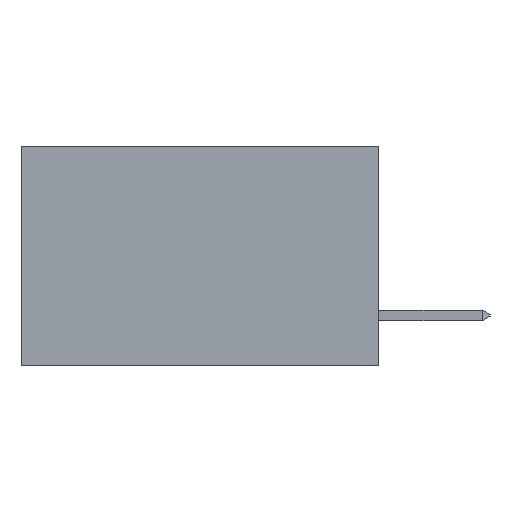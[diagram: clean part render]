
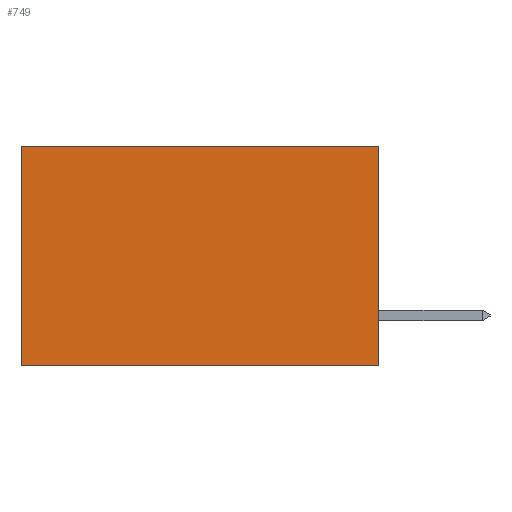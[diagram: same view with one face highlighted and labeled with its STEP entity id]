
A CAD part, left-side view. The second image highlights one B-rep face of the part: STEP entity #749.
In plain terms, the highlighted planar face has unit normal (-1, 0, 0).
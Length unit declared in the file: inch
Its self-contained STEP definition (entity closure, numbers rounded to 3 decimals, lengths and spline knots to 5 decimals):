
#749 = ADVANCED_FACE ( 'NONE', ( #3100 ), #13292, .F. ) ;
#776 = DIRECTION ( 'NONE',  ( 0., 1., 0. ) ) ;
#1231 = ORIENTED_EDGE ( 'NONE', *, *, #6487, .T. ) ;
#1447 = ORIENTED_EDGE ( 'NONE', *, *, #6588, .T. ) ;
#1536 = VERTEX_POINT ( 'NONE', #15749 ) ;
#1554 = ORIENTED_EDGE ( 'NONE', *, *, #15402, .F. ) ;
#1760 = VECTOR ( 'NONE', #5156, 39.37008 ) ;
#2424 = DIRECTION ( 'NONE',  ( 0., 1., 0. ) ) ;
#2599 = CARTESIAN_POINT ( 'NONE',  ( 0.2615, 0., 0. ) ) ;
#3100 = FACE_OUTER_BOUND ( 'NONE', #11318, .T. ) ;
#3155 = LINE ( 'NONE', #2599, #11179 ) ;
#5156 = DIRECTION ( 'NONE',  ( 0., 0., -1. ) ) ;
#5205 = CARTESIAN_POINT ( 'NONE',  ( 0.2615, 0.6, -0.37 ) ) ;
#6097 = ORIENTED_EDGE ( 'NONE', *, *, #6311, .F. ) ;
#6311 = EDGE_CURVE ( 'NONE', #18940, #18290, #13612, .T. ) ;
#6487 = EDGE_CURVE ( 'NONE', #11579, #1536, #13327, .T. ) ;
#6588 = EDGE_CURVE ( 'NONE', #18940, #11579, #3155, .T. ) ;
#9058 = VECTOR ( 'NONE', #10414, 39.37008 ) ;
#9343 = LINE ( 'NONE', #9426, #17179 ) ;
#9426 = CARTESIAN_POINT ( 'NONE',  ( 0.2615, 0., -0.37 ) ) ;
#10414 = DIRECTION ( 'NONE',  ( 0., 0., -1. ) ) ;
#10487 = CARTESIAN_POINT ( 'NONE',  ( 0.2615, 0., -0.37 ) ) ;
#11179 = VECTOR ( 'NONE', #2424, 39.37008 ) ;
#11318 = EDGE_LOOP ( 'NONE', ( #1231, #1554, #6097, #1447 ) ) ;
#11579 = VERTEX_POINT ( 'NONE', #20692 ) ;
#11589 = DIRECTION ( 'NONE',  ( 1., 0., 0. ) ) ;
#11706 = CARTESIAN_POINT ( 'NONE',  ( 0.2615, 0., -0.37 ) ) ;
#13292 = PLANE ( 'NONE',  #18102 ) ;
#13327 = LINE ( 'NONE', #5205, #1760 ) ;
#13612 = LINE ( 'NONE', #10487, #9058 ) ;
#14814 = CARTESIAN_POINT ( 'NONE',  ( 0.2615, 0., -0.37 ) ) ;
#15402 = EDGE_CURVE ( 'NONE', #18290, #1536, #9343, .T. ) ;
#15749 = CARTESIAN_POINT ( 'NONE',  ( 0.2615, 0.6, -0.37 ) ) ;
#17179 = VECTOR ( 'NONE', #776, 39.37008 ) ;
#17886 = DIRECTION ( 'NONE',  ( 0., 0., -1. ) ) ;
#18102 = AXIS2_PLACEMENT_3D ( 'NONE', #11706, #11589, #17886 ) ;
#18290 = VERTEX_POINT ( 'NONE', #14814 ) ;
#18940 = VERTEX_POINT ( 'NONE', #21318 ) ;
#20692 = CARTESIAN_POINT ( 'NONE',  ( 0.2615, 0.6, 0. ) ) ;
#21318 = CARTESIAN_POINT ( 'NONE',  ( 0.2615, 0., 0. ) ) ;
